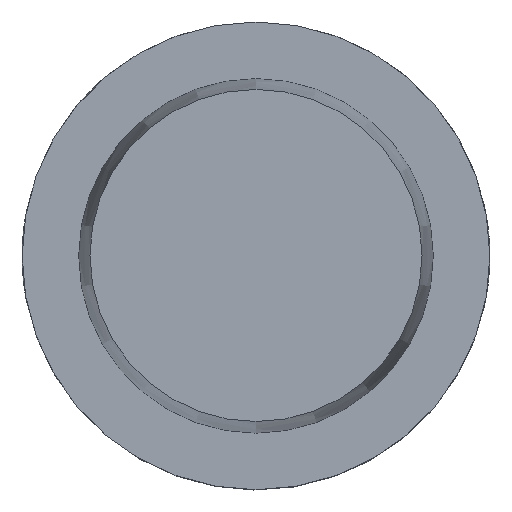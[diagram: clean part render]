
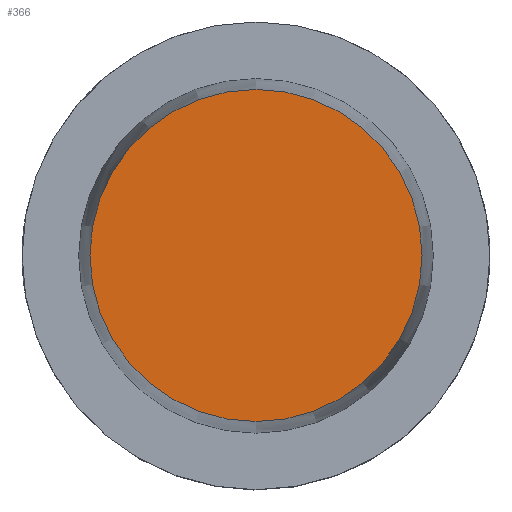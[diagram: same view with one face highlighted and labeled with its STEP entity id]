
A CAD part, top view. The second image highlights one B-rep face of the part: STEP entity #366.
In plain terms, the highlighted planar face has unit normal (0, 0, 1).
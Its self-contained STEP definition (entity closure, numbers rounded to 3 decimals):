
#366=ADVANCED_FACE('240[2]',(#829),#830,.T.);
#483=EDGE_CURVE('240[2]',#976,#976,#977,.T.);
#829=FACE_OUTER_BOUND('',#1565,.T.);
#830=PLANE('',#1566);
#976=VERTEX_POINT('',#1988);
#977=CIRCLE('',#1989,35.5);
#1565=EDGE_LOOP('',(#2365));
#1566=AXIS2_PLACEMENT_3D('',#2366,#2367,#2368);
#1988=CARTESIAN_POINT('',(0.,35.5,50.0));
#1989=AXIS2_PLACEMENT_3D('',#2540,#2541,#2542);
#2365=ORIENTED_EDGE('',*,*,#483,.F.);
#2366=CARTESIAN_POINT('',(0.,17.75,50.0));
#2367=DIRECTION('',(0.,0.,1.0));
#2368=DIRECTION('',(1.0,0.,0.0));
#2540=CARTESIAN_POINT('',(0.,0.,50.0));
#2541=DIRECTION('',(0.,0.,-1.0));
#2542=DIRECTION('',(0.,1.0,0.));
